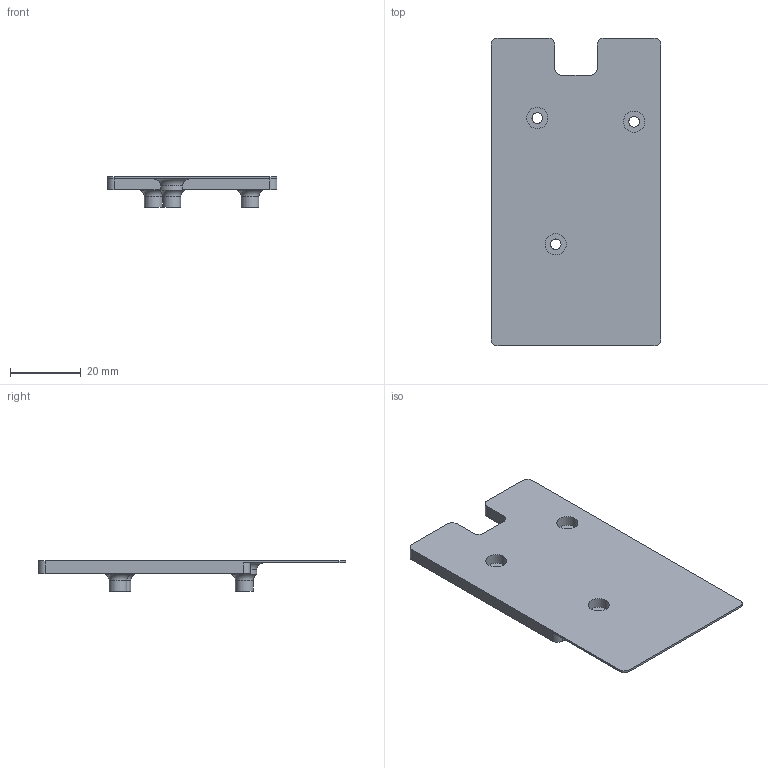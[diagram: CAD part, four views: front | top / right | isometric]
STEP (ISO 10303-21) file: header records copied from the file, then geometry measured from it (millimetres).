
FILE_DESCRIPTION(/* description */ ('STEP AP242','CAx-IF Rec.Pracs.---Representation and Presentation of Product Manufacturing Information (PMI)---4.0---2014-10-13','CAx-IF Rec.Pracs.---3D Tessellated Geometry---0.4---2014-09-14','2;1'),/* implementation_level */ '2;1');
FILE_NAME(/* name */ '65667dbc20252f66de32a119',/* time_stamp */ '2023-11-28T23:54:37Z',/* author */ (''),/* organization */ (''),/* preprocessor_version */ 'ST-DEVELOPER v19.4',/* originating_system */ ' ',/* authorisation */ ' ');
FILE_SCHEMA (('AP242_MANAGED_MODEL_BASED_3D_ENGINEERING_MIM_LF { 1 0 10303 442 1 1 4 }'));
Length unit declared in the file: metre
Products named in the file (1): protector_pcb_v3
Bounding box: 48 x 87 x 8.6 mm (x, y, z)
Volume: 4131.4 mm3; surface area: 10191.2 mm2
Topology: 1 solids, 1 shells, 67 faces, 175 edges, 115 vertices
Faces by surface type: cylinder 31, plane 29, torus 7
Full cylindrical faces by diameter (mm): 3 x3, 5 x3, 6 x3, 7 x2
Entity records: 2016 total; most frequent: CARTESIAN_POINT 364, DIRECTION 352, ORIENTED_EDGE 312, EDGE_CURVE 156, AXIS2_PLACEMENT_3D 136, VERTEX_POINT 112, EDGE_LOOP 94, FACE_BOUND 94
